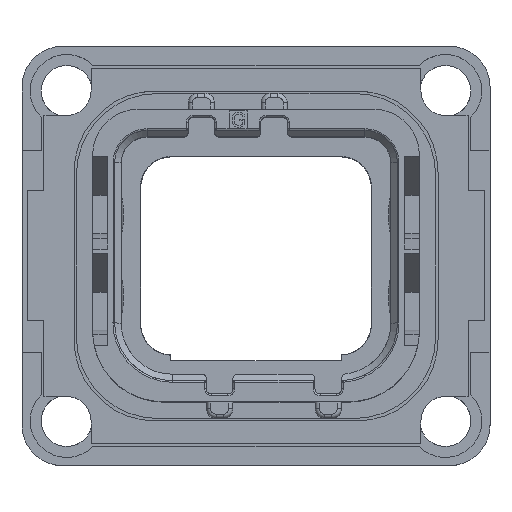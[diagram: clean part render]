
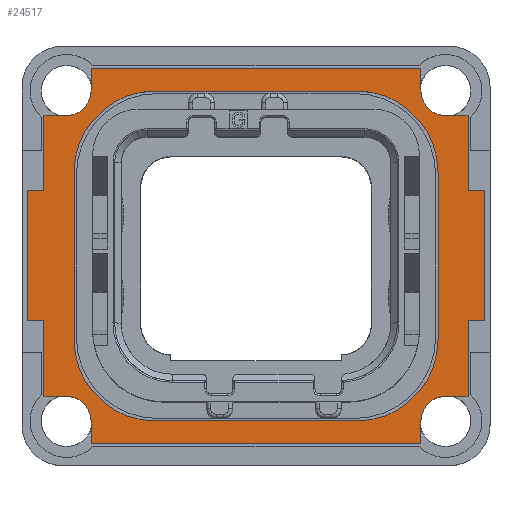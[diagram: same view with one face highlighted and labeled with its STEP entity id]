
A CAD part, top view. The second image highlights one B-rep face of the part: STEP entity #24517.
In plain terms, the highlighted planar face has unit normal (0, 0, 1).
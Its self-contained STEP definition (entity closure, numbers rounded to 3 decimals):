
#685=DIRECTION('',(0.,-1.,0.));
#686=VECTOR('',#685,4.65);
#687=CARTESIAN_POINT('',(-13.05,-4.,2.31));
#688=LINE('',#687,#686);
#689=DIRECTION('',(1.,0.,0.));
#690=VECTOR('',#689,1.);
#691=CARTESIAN_POINT('',(-14.05,-4.,2.31));
#692=LINE('',#691,#690);
#693=DIRECTION('',(0.,-1.,0.));
#694=VECTOR('',#693,8.);
#695=CARTESIAN_POINT('',(-14.05,4.,2.31));
#696=LINE('',#695,#694);
#697=DIRECTION('',(-1.,0.,0.));
#698=VECTOR('',#697,1.);
#699=CARTESIAN_POINT('',(-13.05,4.,2.31));
#700=LINE('',#699,#698);
#701=DIRECTION('',(0.,-1.,0.));
#702=VECTOR('',#701,4.65);
#703=CARTESIAN_POINT('',(-13.05,8.65,2.31));
#704=LINE('',#703,#702);
#705=DIRECTION('',(1.,0.,0.));
#706=VECTOR('',#705,1.4);
#707=CARTESIAN_POINT('',(-13.05,8.65,2.31));
#708=LINE('',#707,#706);
#709=CARTESIAN_POINT('',(-11.65,10.15,2.31));
#710=DIRECTION('',(0.,0.,1.));
#711=DIRECTION('',(0.,-1.,0.));
#712=AXIS2_PLACEMENT_3D('',#709,#710,#711);
#714=DIRECTION('',(0.,-1.,0.));
#715=VECTOR('',#714,1.4);
#716=CARTESIAN_POINT('',(-10.15,11.55,2.31));
#717=LINE('',#716,#715);
#718=DIRECTION('',(-1.,0.,0.));
#719=VECTOR('',#718,20.3);
#720=CARTESIAN_POINT('',(10.15,11.55,2.31));
#721=LINE('',#720,#719);
#722=DIRECTION('',(0.,-1.,0.));
#723=VECTOR('',#722,1.4);
#724=CARTESIAN_POINT('',(10.15,11.55,2.31));
#725=LINE('',#724,#723);
#726=CARTESIAN_POINT('',(11.65,10.15,2.31));
#727=DIRECTION('',(0.,0.,1.));
#728=DIRECTION('',(-1.,0.,0.));
#729=AXIS2_PLACEMENT_3D('',#726,#727,#728);
#731=DIRECTION('',(-1.,0.,0.));
#732=VECTOR('',#731,1.4);
#733=CARTESIAN_POINT('',(13.05,8.65,2.31));
#734=LINE('',#733,#732);
#735=DIRECTION('',(0.,1.,0.));
#736=VECTOR('',#735,4.65);
#737=CARTESIAN_POINT('',(13.05,4.,2.31));
#738=LINE('',#737,#736);
#739=DIRECTION('',(-1.,0.,0.));
#740=VECTOR('',#739,1.);
#741=CARTESIAN_POINT('',(14.05,4.,2.31));
#742=LINE('',#741,#740);
#743=DIRECTION('',(0.,1.,0.));
#744=VECTOR('',#743,8.);
#745=CARTESIAN_POINT('',(14.05,-4.,2.31));
#746=LINE('',#745,#744);
#747=DIRECTION('',(1.,0.,0.));
#748=VECTOR('',#747,1.);
#749=CARTESIAN_POINT('',(13.05,-4.,2.31));
#750=LINE('',#749,#748);
#751=DIRECTION('',(0.,1.,0.));
#752=VECTOR('',#751,4.65);
#753=CARTESIAN_POINT('',(13.05,-8.65,2.31));
#754=LINE('',#753,#752);
#755=DIRECTION('',(-1.,0.,0.));
#756=VECTOR('',#755,1.4);
#757=CARTESIAN_POINT('',(13.05,-8.65,2.31));
#758=LINE('',#757,#756);
#759=CARTESIAN_POINT('',(11.65,-10.15,2.31));
#760=DIRECTION('',(0.,0.,1.));
#761=DIRECTION('',(0.,1.,0.));
#762=AXIS2_PLACEMENT_3D('',#759,#760,#761);
#764=DIRECTION('',(0.,1.,0.));
#765=VECTOR('',#764,1.4);
#766=CARTESIAN_POINT('',(10.15,-11.55,2.31));
#767=LINE('',#766,#765);
#768=DIRECTION('',(1.,0.,0.));
#769=VECTOR('',#768,20.3);
#770=CARTESIAN_POINT('',(-10.15,-11.55,2.31));
#771=LINE('',#770,#769);
#772=DIRECTION('',(0.,1.,0.));
#773=VECTOR('',#772,1.4);
#774=CARTESIAN_POINT('',(-10.15,-11.55,2.31));
#775=LINE('',#774,#773);
#776=CARTESIAN_POINT('',(-11.65,-10.15,2.31));
#777=DIRECTION('',(0.,0.,1.));
#778=DIRECTION('',(1.,0.,0.));
#779=AXIS2_PLACEMENT_3D('',#776,#777,#778);
#781=DIRECTION('',(1.,0.,0.));
#782=VECTOR('',#781,1.4);
#783=CARTESIAN_POINT('',(-13.05,-8.65,2.31));
#784=LINE('',#783,#782);
#785=DIRECTION('',(0.,-1.,0.));
#786=VECTOR('',#785,10.3);
#787=CARTESIAN_POINT('',(11.2,5.15,2.31));
#788=LINE('',#787,#786);
#789=DIRECTION('',(1.,0.,0.));
#790=VECTOR('',#789,12.4);
#791=CARTESIAN_POINT('',(-6.2,10.15,2.31));
#792=LINE('',#791,#790);
#793=DIRECTION('',(0.,1.,0.));
#794=VECTOR('',#793,10.3);
#795=CARTESIAN_POINT('',(-11.2,-5.15,2.31));
#796=LINE('',#795,#794);
#797=DIRECTION('',(-1.,0.,0.));
#798=VECTOR('',#797,12.4);
#799=CARTESIAN_POINT('',(6.2,-10.15,2.31));
#800=LINE('',#799,#798);
#905=CARTESIAN_POINT('',(-6.2,-5.15,2.31));
#906=DIRECTION('',(0.,0.,-1.));
#907=DIRECTION('',(0.,-1.,0.));
#908=AXIS2_PLACEMENT_3D('',#905,#906,#907);
#918=CARTESIAN_POINT('',(6.2,-5.15,2.31));
#919=DIRECTION('',(0.,0.,-1.));
#920=DIRECTION('',(1.,0.,0.));
#921=AXIS2_PLACEMENT_3D('',#918,#919,#920);
#923=CARTESIAN_POINT('',(-6.2,5.15,2.31));
#924=DIRECTION('',(0.,0.,-1.));
#925=DIRECTION('',(-1.,0.,0.));
#926=AXIS2_PLACEMENT_3D('',#923,#924,#925);
#936=CARTESIAN_POINT('',(6.2,5.15,2.31));
#937=DIRECTION('',(0.,0.,-1.));
#938=DIRECTION('',(0.,1.,0.));
#939=AXIS2_PLACEMENT_3D('',#936,#937,#938);
#23312=CARTESIAN_POINT('',(-11.2,-5.15,2.31));
#23313=CARTESIAN_POINT('',(-11.2,5.15,2.31));
#23314=VERTEX_POINT('',#23312);
#23315=VERTEX_POINT('',#23313);
#23316=CARTESIAN_POINT('',(-6.2,10.15,2.31));
#23317=CARTESIAN_POINT('',(6.2,10.15,2.31));
#23318=VERTEX_POINT('',#23316);
#23319=VERTEX_POINT('',#23317);
#23320=CARTESIAN_POINT('',(11.2,5.15,2.31));
#23321=CARTESIAN_POINT('',(11.2,-5.15,2.31));
#23322=VERTEX_POINT('',#23320);
#23323=VERTEX_POINT('',#23321);
#23324=CARTESIAN_POINT('',(6.2,-10.15,2.31));
#23325=CARTESIAN_POINT('',(-6.2,-10.15,2.31));
#23326=VERTEX_POINT('',#23324);
#23327=VERTEX_POINT('',#23325);
#23344=CARTESIAN_POINT('',(10.15,10.15,2.31));
#23345=CARTESIAN_POINT('',(11.65,8.65,2.31));
#23346=VERTEX_POINT('',#23344);
#23347=VERTEX_POINT('',#23345);
#23348=CARTESIAN_POINT('',(13.05,8.65,2.31));
#23349=VERTEX_POINT('',#23348);
#23350=CARTESIAN_POINT('',(10.15,11.55,2.31));
#23351=VERTEX_POINT('',#23350);
#23352=CARTESIAN_POINT('',(11.65,-8.65,2.31));
#23353=CARTESIAN_POINT('',(10.15,-10.15,2.31));
#23354=VERTEX_POINT('',#23352);
#23355=VERTEX_POINT('',#23353);
#23356=CARTESIAN_POINT('',(10.15,-11.55,2.31));
#23357=VERTEX_POINT('',#23356);
#23358=CARTESIAN_POINT('',(13.05,-8.65,2.31));
#23359=VERTEX_POINT('',#23358);
#23360=CARTESIAN_POINT('',(-10.15,-10.15,2.31));
#23361=CARTESIAN_POINT('',(-11.65,-8.65,2.31));
#23362=VERTEX_POINT('',#23360);
#23363=VERTEX_POINT('',#23361);
#23364=CARTESIAN_POINT('',(-13.05,-8.65,2.31));
#23365=VERTEX_POINT('',#23364);
#23366=CARTESIAN_POINT('',(-10.15,-11.55,2.31));
#23367=VERTEX_POINT('',#23366);
#23368=CARTESIAN_POINT('',(-10.15,11.55,2.31));
#23369=CARTESIAN_POINT('',(-10.15,10.15,2.31));
#23370=VERTEX_POINT('',#23368);
#23371=VERTEX_POINT('',#23369);
#23372=CARTESIAN_POINT('',(-13.05,8.65,2.31));
#23373=CARTESIAN_POINT('',(-11.65,8.65,2.31));
#23374=VERTEX_POINT('',#23372);
#23375=VERTEX_POINT('',#23373);
#23376=CARTESIAN_POINT('',(14.05,-4.,2.31));
#23377=CARTESIAN_POINT('',(14.05,4.,2.31));
#23378=VERTEX_POINT('',#23376);
#23379=VERTEX_POINT('',#23377);
#23380=CARTESIAN_POINT('',(-14.05,4.,2.31));
#23381=CARTESIAN_POINT('',(-14.05,-4.,2.31));
#23382=VERTEX_POINT('',#23380);
#23383=VERTEX_POINT('',#23381);
#23384=CARTESIAN_POINT('',(13.05,-4.,2.31));
#23385=VERTEX_POINT('',#23384);
#23386=CARTESIAN_POINT('',(13.05,4.,2.31));
#23387=VERTEX_POINT('',#23386);
#23388=CARTESIAN_POINT('',(-13.05,4.,2.31));
#23389=VERTEX_POINT('',#23388);
#23390=CARTESIAN_POINT('',(-13.05,-4.,2.31));
#23391=VERTEX_POINT('',#23390);
#24464=CARTESIAN_POINT('',(0.,0.,2.31));
#24465=DIRECTION('',(0.,0.,1.));
#24466=DIRECTION('',(1.,0.,0.));
#24467=AXIS2_PLACEMENT_3D('',#24464,#24465,#24466);
#24468=PLANE('',#24467);
#24469=ORIENTED_EDGE('',*,*,#24088,.F.);
#24470=ORIENTED_EDGE('',*,*,#24102,.F.);
#24471=ORIENTED_EDGE('',*,*,#24116,.F.);
#24472=ORIENTED_EDGE('',*,*,#24130,.F.);
#24473=ORIENTED_EDGE('',*,*,#24144,.F.);
#24474=ORIENTED_EDGE('',*,*,#24160,.T.);
#24476=ORIENTED_EDGE('',*,*,#24475,.T.);
#24477=ORIENTED_EDGE('',*,*,#24219,.F.);
#24478=ORIENTED_EDGE('',*,*,#24235,.F.);
#24479=ORIENTED_EDGE('',*,*,#24251,.T.);
#24481=ORIENTED_EDGE('',*,*,#24480,.T.);
#24482=ORIENTED_EDGE('',*,*,#24310,.F.);
#24483=ORIENTED_EDGE('',*,*,#24326,.F.);
#24484=ORIENTED_EDGE('',*,*,#24340,.F.);
#24485=ORIENTED_EDGE('',*,*,#24354,.F.);
#24486=ORIENTED_EDGE('',*,*,#24368,.F.);
#24487=ORIENTED_EDGE('',*,*,#24382,.F.);
#24488=ORIENTED_EDGE('',*,*,#24398,.T.);
#24490=ORIENTED_EDGE('',*,*,#24489,.T.);
#24491=ORIENTED_EDGE('',*,*,#24456,.F.);
#24492=ORIENTED_EDGE('',*,*,#23996,.F.);
#24493=ORIENTED_EDGE('',*,*,#24013,.T.);
#24495=ORIENTED_EDGE('',*,*,#24494,.T.);
#24496=ORIENTED_EDGE('',*,*,#24072,.F.);
#24497=EDGE_LOOP('',(#24469,#24470,#24471,#24472,#24473,#24474,#24476,#24477,
#24478,#24479,#24481,#24482,#24483,#24484,#24485,#24486,#24487,#24488,#24490,
#24491,#24492,#24493,#24495,#24496));
#24498=FACE_OUTER_BOUND('',#24497,.F.);
#24500=ORIENTED_EDGE('',*,*,#24499,.F.);
#24502=ORIENTED_EDGE('',*,*,#24501,.F.);
#24504=ORIENTED_EDGE('',*,*,#24503,.F.);
#24506=ORIENTED_EDGE('',*,*,#24505,.F.);
#24508=ORIENTED_EDGE('',*,*,#24507,.F.);
#24510=ORIENTED_EDGE('',*,*,#24509,.F.);
#24512=ORIENTED_EDGE('',*,*,#24511,.F.);
#24514=ORIENTED_EDGE('',*,*,#24513,.F.);
#24515=EDGE_LOOP('',(#24500,#24502,#24504,#24506,#24508,#24510,#24512,#24514));
#24516=FACE_BOUND('',#24515,.F.);
#24517=ADVANCED_FACE('',(#24498,#24516),#24468,.T.);
#713=CIRCLE('',#712,1.5);
#730=CIRCLE('',#729,1.5);
#763=CIRCLE('',#762,1.5);
#780=CIRCLE('',#779,1.5);
#909=CIRCLE('',#908,5.);
#922=CIRCLE('',#921,5.);
#927=CIRCLE('',#926,5.);
#940=CIRCLE('',#939,5.);
#23996=EDGE_CURVE('',#23367,#23357,#771,.T.);
#24013=EDGE_CURVE('',#23367,#23362,#775,.T.);
#24072=EDGE_CURVE('',#23365,#23363,#784,.T.);
#24088=EDGE_CURVE('',#23391,#23365,#688,.T.);
#24102=EDGE_CURVE('',#23383,#23391,#692,.T.);
#24116=EDGE_CURVE('',#23382,#23383,#696,.T.);
#24130=EDGE_CURVE('',#23389,#23382,#700,.T.);
#24144=EDGE_CURVE('',#23374,#23389,#704,.T.);
#24160=EDGE_CURVE('',#23374,#23375,#708,.T.);
#24219=EDGE_CURVE('',#23370,#23371,#717,.T.);
#24235=EDGE_CURVE('',#23351,#23370,#721,.T.);
#24251=EDGE_CURVE('',#23351,#23346,#725,.T.);
#24310=EDGE_CURVE('',#23349,#23347,#734,.T.);
#24326=EDGE_CURVE('',#23387,#23349,#738,.T.);
#24340=EDGE_CURVE('',#23379,#23387,#742,.T.);
#24354=EDGE_CURVE('',#23378,#23379,#746,.T.);
#24368=EDGE_CURVE('',#23385,#23378,#750,.T.);
#24382=EDGE_CURVE('',#23359,#23385,#754,.T.);
#24398=EDGE_CURVE('',#23359,#23354,#758,.T.);
#24456=EDGE_CURVE('',#23357,#23355,#767,.T.);
#24475=EDGE_CURVE('',#23375,#23371,#713,.T.);
#24480=EDGE_CURVE('',#23346,#23347,#730,.T.);
#24489=EDGE_CURVE('',#23354,#23355,#763,.T.);
#24494=EDGE_CURVE('',#23362,#23363,#780,.T.);
#24499=EDGE_CURVE('',#23322,#23323,#788,.T.);
#24501=EDGE_CURVE('',#23319,#23322,#940,.T.);
#24503=EDGE_CURVE('',#23318,#23319,#792,.T.);
#24505=EDGE_CURVE('',#23315,#23318,#927,.T.);
#24507=EDGE_CURVE('',#23314,#23315,#796,.T.);
#24509=EDGE_CURVE('',#23327,#23314,#909,.T.);
#24511=EDGE_CURVE('',#23326,#23327,#800,.T.);
#24513=EDGE_CURVE('',#23323,#23326,#922,.T.);
